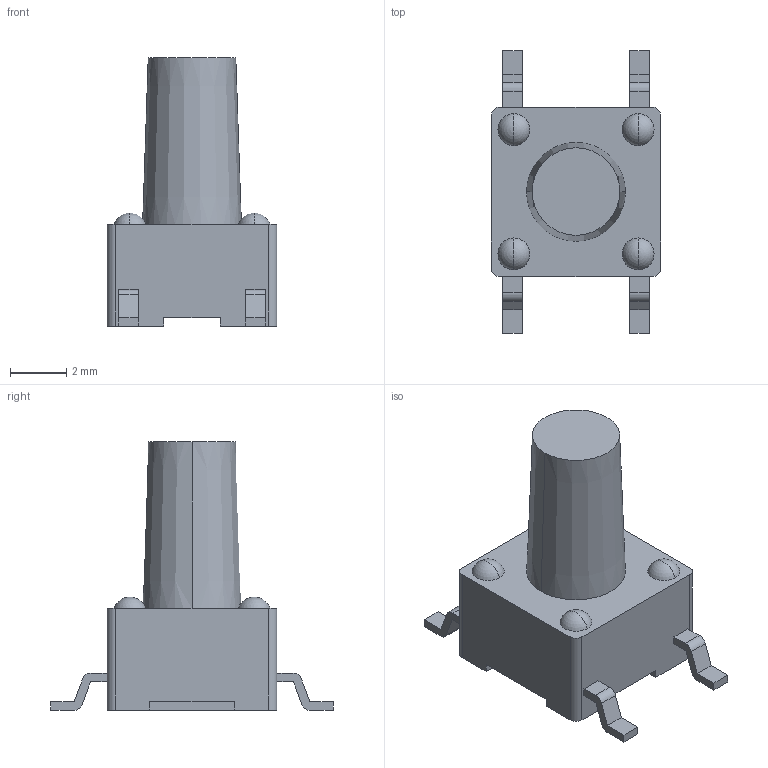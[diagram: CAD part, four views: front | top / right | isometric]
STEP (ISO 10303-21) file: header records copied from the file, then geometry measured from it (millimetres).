
FILE_DESCRIPTION((''),'2;1');
FILE_NAME('C-2-1977223-4','2024-02-09T06:30:49',('workeradm'),('TE Connectivity Ltd.'),'CREO PARAMETRIC BY PTC INC, 2021072','CREO PARAMETRIC BY PTC INC, 2021072','');
FILE_SCHEMA(('AUTOMOTIVE_DESIGN { 1 0 10303 214 1 1 1 1 }'));
Length unit declared in the file: millimetre
Products named in the file (1): C-2-1977223-4
Bounding box: 6 x 10 x 9.5 mm (x, y, z)
Volume: 176.7 mm3; surface area: 242.9 mm2
Topology: 1 solids, 1 shells, 77 faces, 210 edges, 136 vertices
Faces by surface type: plane 55, cylinder 12, sphere 8, cone 2
Entity records: 2548 total; most frequent: CARTESIAN_POINT 417, ORIENTED_EDGE 404, DIRECTION 400, EDGE_CURVE 202, VECTOR 158, LINE 158, VERTEX_POINT 136, COLOUR_RGB 126
